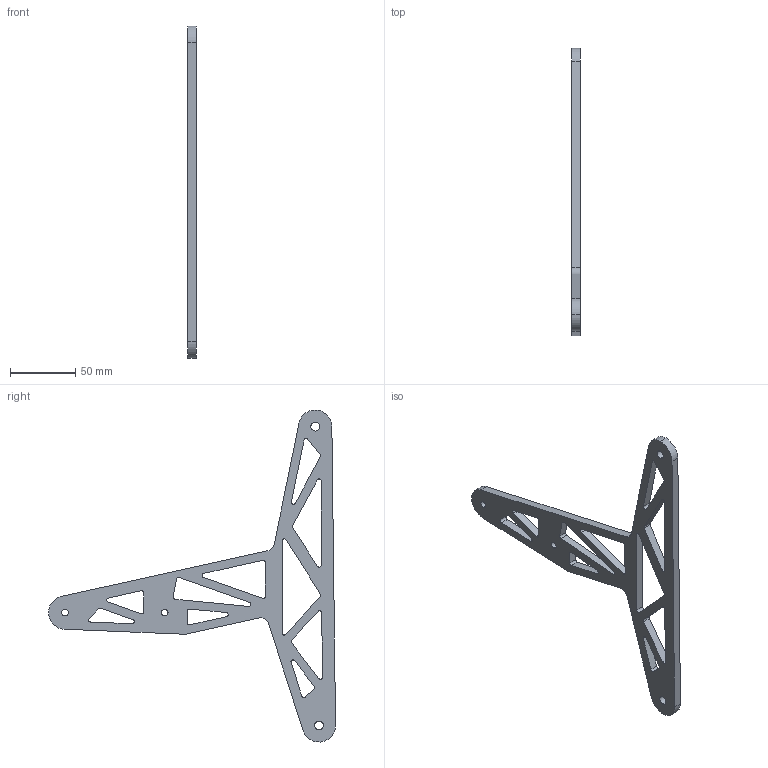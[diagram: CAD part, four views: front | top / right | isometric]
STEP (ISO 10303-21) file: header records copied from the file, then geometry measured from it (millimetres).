
FILE_DESCRIPTION (( 'STEP AP214' ), '1' );
FILE_NAME ('FW_Tmount.STEP', '2025-02-28T17:48:07', ( '' ), ( '' ), 'SwSTEP 2.0', 'SolidWorks 2024', '' );
FILE_SCHEMA (( 'AUTOMOTIVE_DESIGN' ));
Length unit declared in the file: inch
Products named in the file (1): FW_Tmount
Bounding box: 6.35 x 219.6 x 253.96 mm (x, y, z)
Volume: 69503.9 mm3; surface area: 34882.5 mm2
Topology: 1 solids, 1 shells, 95 faces, 279 edges, 186 vertices
Faces by surface type: cylinder 57, plane 38
Entity records: 3290 total; most frequent: DIRECTION 585, CARTESIAN_POINT 561, ORIENTED_EDGE 558, EDGE_CURVE 279, AXIS2_PLACEMENT_3D 210, VERTEX_POINT 186, LINE 165, VECTOR 165
